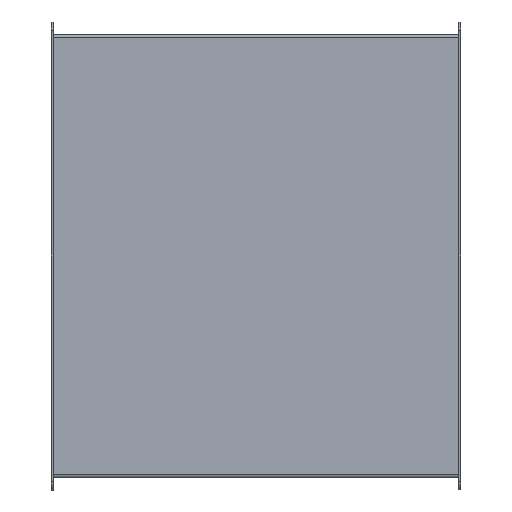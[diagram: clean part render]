
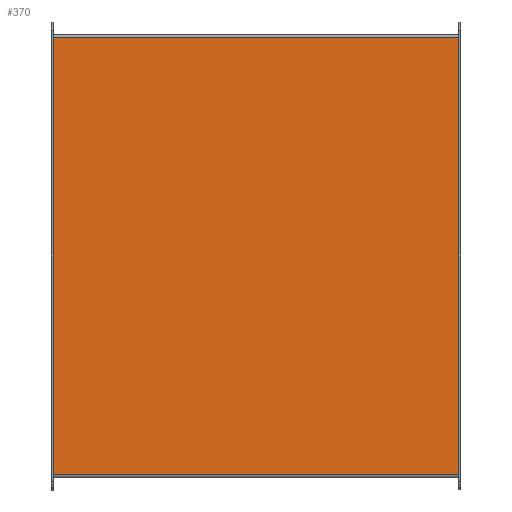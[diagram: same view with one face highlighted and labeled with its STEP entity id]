
A CAD part, front view. The second image highlights one B-rep face of the part: STEP entity #370.
In plain terms, the highlighted planar face has unit normal (0, -1, 0).
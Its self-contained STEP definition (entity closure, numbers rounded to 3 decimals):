
#370 = ADVANCED_FACE ( 'NONE', ( #1964 ), #1963, .T. ) ;
#371 = EDGE_LOOP ( 'NONE', ( #426, #430, #433, #436 ) ) ;
#426 = ORIENTED_EDGE ( 'NONE', *, *, #427, .T. ) ;
#427 = EDGE_CURVE ( 'NONE', #428, #429, #2051, .T. ) ;
#428 = VERTEX_POINT ( 'NONE', #2047 ) ;
#429 = VERTEX_POINT ( 'NONE', #2046 ) ;
#430 = ORIENTED_EDGE ( 'NONE', *, *, #431, .T. ) ;
#431 = EDGE_CURVE ( 'NONE', #429, #432, #2045, .T. ) ;
#432 = VERTEX_POINT ( 'NONE', #2041 ) ;
#433 = ORIENTED_EDGE ( 'NONE', *, *, #434, .T. ) ;
#434 = EDGE_CURVE ( 'NONE', #432, #435, #2040, .T. ) ;
#435 = VERTEX_POINT ( 'NONE', #2036 ) ;
#436 = ORIENTED_EDGE ( 'NONE', *, *, #437, .T. ) ;
#437 = EDGE_CURVE ( 'NONE', #435, #428, #2035, .T. ) ;
#1958 = DIRECTION ( 'NONE',  ( 0., 0., -1. ) ) ;
#1959 = DIRECTION ( 'NONE',  ( 0., -1., 0. ) ) ;
#1960 = AXIS2_PLACEMENT_3D ( 'NONE', #1962, #1959, #1958 ) ;
#1962 = CARTESIAN_POINT ( 'NONE',  ( -280., -3., 0. ) ) ;
#1963 = PLANE ( 'NONE',  #1960 ) ;
#1964 = FACE_OUTER_BOUND ( 'NONE', #371, .T. ) ;
#2032 = DIRECTION ( 'NONE',  ( 0., 0., -1. ) ) ;
#2033 = VECTOR ( 'NONE', #2032, 1000. ) ;
#2034 = CARTESIAN_POINT ( 'NONE',  ( -277., -3., 0. ) ) ;
#2035 = LINE ( 'NONE', #2034, #2033 ) ;
#2036 = CARTESIAN_POINT ( 'NONE',  ( -277., -3., -0.737 ) ) ;
#2037 = DIRECTION ( 'NONE',  ( -1., 0., 0. ) ) ;
#2038 = VECTOR ( 'NONE', #2037, 1000. ) ;
#2039 = CARTESIAN_POINT ( 'NONE',  ( -280., -3., -0.737 ) ) ;
#2040 = LINE ( 'NONE', #2039, #2038 ) ;
#2041 = CARTESIAN_POINT ( 'NONE',  ( 277., -3., -0.737 ) ) ;
#2042 = DIRECTION ( 'NONE',  ( 0., 0., 1. ) ) ;
#2043 = VECTOR ( 'NONE', #2042, 1000. ) ;
#2044 = CARTESIAN_POINT ( 'NONE',  ( 277., -3., 0. ) ) ;
#2045 = LINE ( 'NONE', #2044, #2043 ) ;
#2046 = CARTESIAN_POINT ( 'NONE',  ( 277., -3., -599.263 ) ) ;
#2047 = CARTESIAN_POINT ( 'NONE',  ( -277., -3., -599.263 ) ) ;
#2048 = DIRECTION ( 'NONE',  ( 1., 0., 0. ) ) ;
#2049 = VECTOR ( 'NONE', #2048, 1000. ) ;
#2050 = CARTESIAN_POINT ( 'NONE',  ( -280., -3., -599.263 ) ) ;
#2051 = LINE ( 'NONE', #2050, #2049 ) ;
